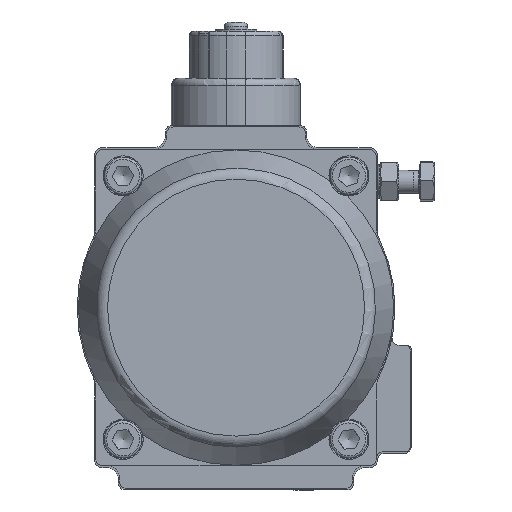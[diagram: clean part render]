
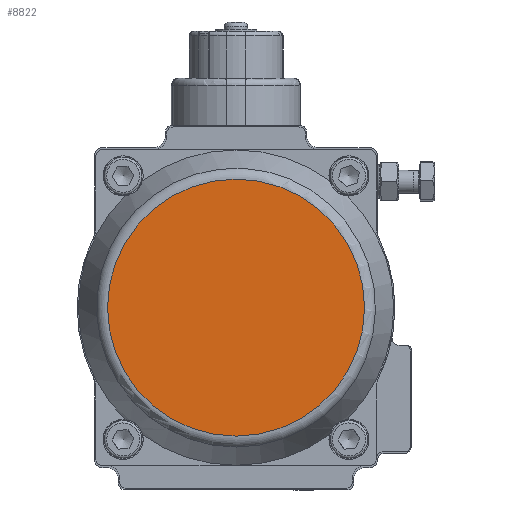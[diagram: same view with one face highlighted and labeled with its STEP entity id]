
A CAD part, front view. The second image highlights one B-rep face of the part: STEP entity #8822.
In plain terms, the highlighted planar face has unit normal (0, -1, 0).
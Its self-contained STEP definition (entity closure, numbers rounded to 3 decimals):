
#6667=FACE_OUTER_BOUND('',#12182,.T.);
#8822=ADVANCED_FACE('',(#6667),#9612,.T.);
#9612=PLANE('',#30617);
#12182=EDGE_LOOP('',(#18927));
#18927=ORIENTED_EDGE('',*,*,#26067,.T.);
#22435=VERTEX_POINT('',#56121);
#26067=EDGE_CURVE('',#22435,#22435,#27925,.T.);
#27925=CIRCLE('',#30616,54.615);
#30616=AXIS2_PLACEMENT_3D('',#56120,#37693,#37694);
#30617=AXIS2_PLACEMENT_3D('',#56122,#37695,#37696);
#37693=DIRECTION('',(0.,-1.,0.));
#37694=DIRECTION('',(0.,0.,-1.));
#37695=DIRECTION('',(0.,-1.,0.));
#37696=DIRECTION('',(0.,0.,-1.));
#56120=CARTESIAN_POINT('',(0.,-35.5,0.));
#56121=CARTESIAN_POINT('',(0.,-35.5,-54.615));
#56122=CARTESIAN_POINT('',(0.,-35.5,0.));
